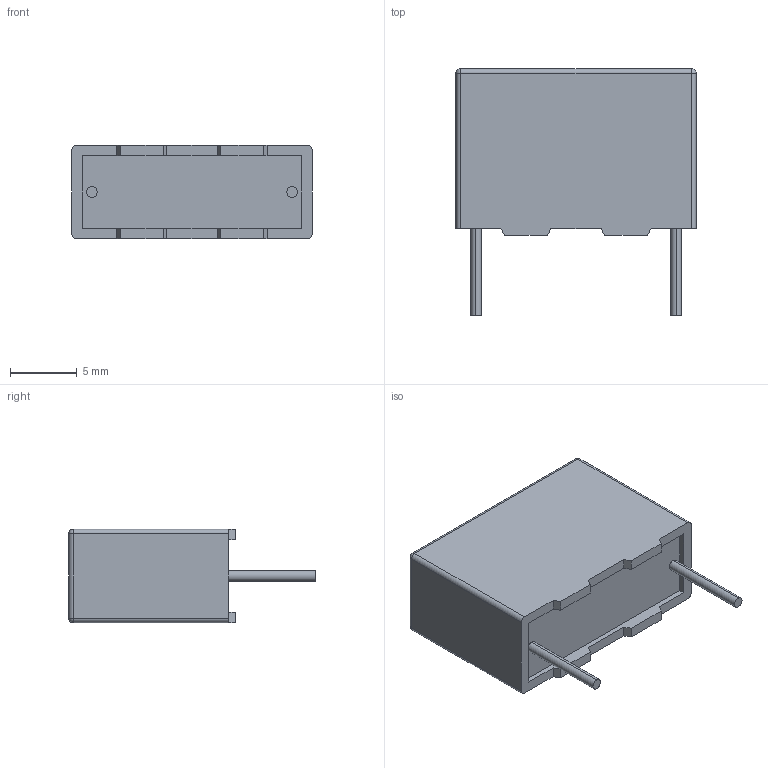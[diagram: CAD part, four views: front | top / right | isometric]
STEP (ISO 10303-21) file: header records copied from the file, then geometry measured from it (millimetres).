
FILE_DESCRIPTION (( 'STEP AP214' ), '1' );
FILE_NAME ('18712.5150.86.STEP', '2024-09-26T08:55:43', ( 'LENOVO' ), ( '' ), 'SwSTEP 2.0', 'SolidWorks 2021', '' );
FILE_SCHEMA (( 'AUTOMOTIVE_DESIGN' ));
Length unit declared in the file: millimetre
Products named in the file (1): 18712.5150.86
Bounding box: 18 x 18.5 x 7 mm (x, y, z)
Volume: 1486.5 mm3; surface area: 906.9 mm2
Topology: 3 solids, 3 shells, 46 faces, 112 edges, 68 vertices
Faces by surface type: plane 30, cylinder 12, sphere 4
Entity records: 1770 total; most frequent: DIRECTION 226, CARTESIAN_POINT 223, ORIENTED_EDGE 216, EDGE_CURVE 108, LINE 84, VECTOR 84, AXIS2_PLACEMENT_3D 71, VERTEX_POINT 68
